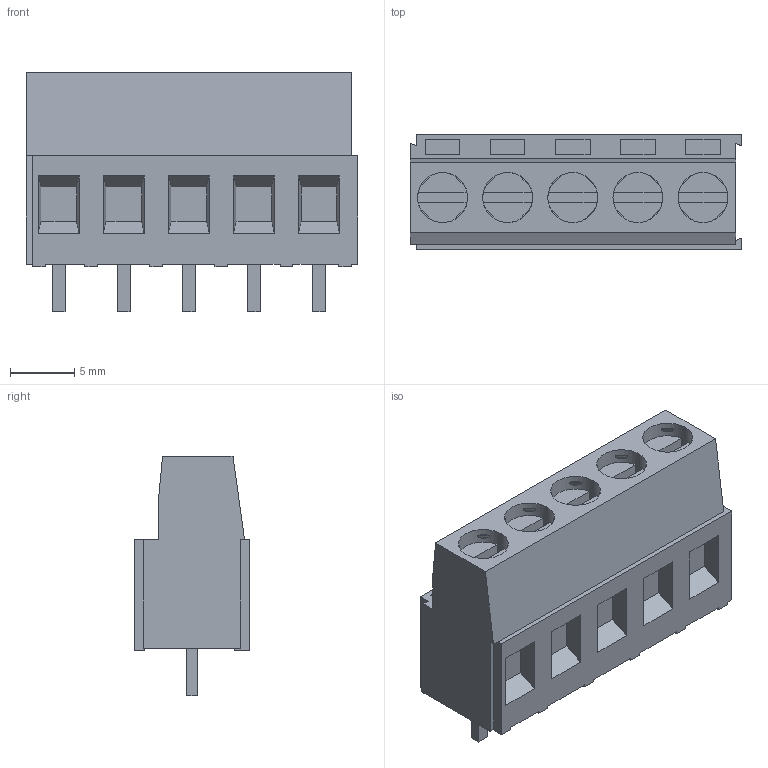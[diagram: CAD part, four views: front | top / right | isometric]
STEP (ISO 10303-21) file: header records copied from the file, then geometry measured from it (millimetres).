
FILE_DESCRIPTION((''),'2;1');
FILE_NAME('C-796949-5','2013-03-12T',('workeradm'),('Tyco Electronics Ltd.'),'PRO/ENGINEER BY PARAMETRIC TECHNOLOGY CORPORATION, 2010430','PRO/ENGINEER BY PARAMETRIC TECHNOLOGY CORPORATION, 2010430','');
FILE_SCHEMA(('AUTOMOTIVE_DESIGN { 1 0 10303 214 1 1 1 1 }'));
Length unit declared in the file: millimetre
Products named in the file (1): C-796949-5
Bounding box: 25.9 x 9 x 18.7 mm (x, y, z)
Volume: 2800.7 mm3; surface area: 1751.1 mm2
Topology: 1 solids, 1 shells, 216 faces, 521 edges, 347 vertices
Faces by surface type: plane 186, bspline 20, cylinder 10
Entity records: 7010 total; most frequent: CARTESIAN_POINT 1666, ORIENTED_EDGE 1042, DIRECTION 973, EDGE_CURVE 521, VECTOR 421, LINE 421, VERTEX_POINT 347, AXIS2_PLACEMENT_3D 276
